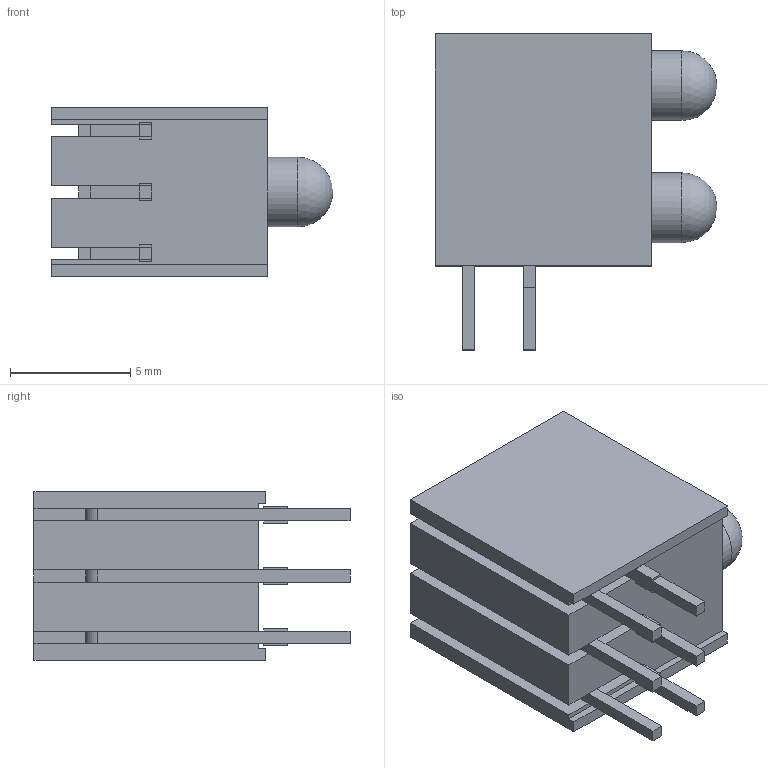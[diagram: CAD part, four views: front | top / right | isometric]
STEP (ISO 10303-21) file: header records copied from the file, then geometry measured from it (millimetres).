
FILE_DESCRIPTION(/* description */ (''),/* implementation_level */ '2;1');
FILE_NAME(/* name */ '54fcb715-92ad-46c5-9a4a-91f565993621.zip.stp',/* time_stamp */ '2025-07-04T05:58:12Z',/* author */ (''),/* organization */ (''),/* preprocessor_version */ 'ST-DEVELOPER v20.1',/* originating_system */ 'Autodesk Translation Framework v14.10.0.0',/* authorisation */ '');
FILE_SCHEMA (('AUTOMOTIVE_DESIGN { 1 0 10303 214 3 1 1 }'));
Length unit declared in the file: millimetre
Products named in the file (1): 130WCP
Bounding box: 11.72 x 13.15 x 7 mm (x, y, z)
Volume: 592.2 mm3; surface area: 661.3 mm2
Topology: 1 solids, 1 shells, 383 faces, 1026 edges, 668 vertices
Faces by surface type: plane 256, bspline 120, cylinder 5, sphere 2
Full cylindrical faces by diameter (mm): 2.9 x2
Entity records: 19825 total; most frequent: CARTESIAN_POINT 11056, ORIENTED_EDGE 2048, DIRECTION 1334, EDGE_CURVE 1024, LINE 762, VECTOR 762, VERTEX_POINT 668, EDGE_LOOP 410
